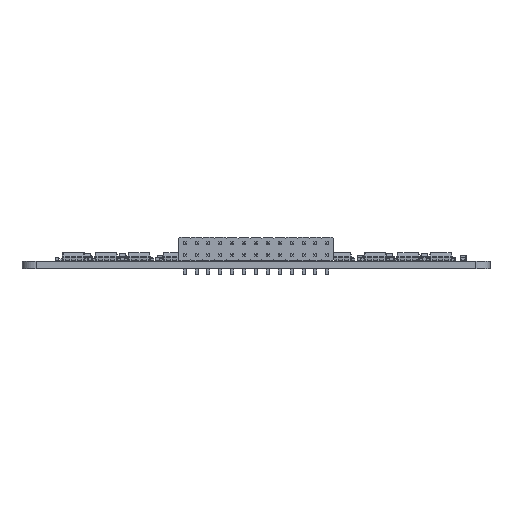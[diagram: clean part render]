
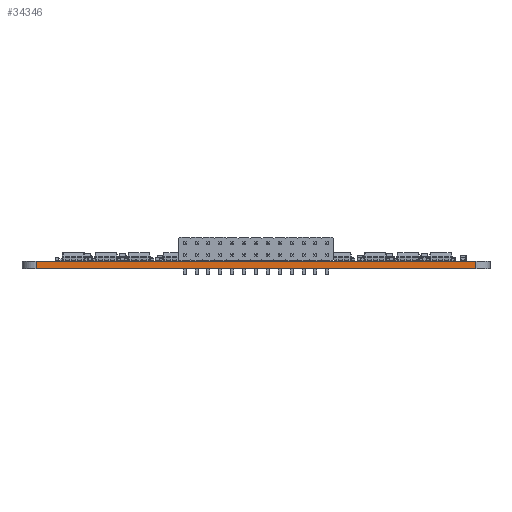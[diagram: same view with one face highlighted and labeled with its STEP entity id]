
A CAD part, front view. The second image highlights one B-rep face of the part: STEP entity #34346.
In plain terms, the highlighted planar face has unit normal (0, -1, 0).
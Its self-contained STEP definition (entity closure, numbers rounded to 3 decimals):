
#31443 = VERTEX_POINT('',#31444);
#31444 = CARTESIAN_POINT('',(103.,-150.,0.));
#31451 = EDGE_CURVE('',#31452,#31443,#31454,.T.);
#31452 = VERTEX_POINT('',#31453);
#31453 = CARTESIAN_POINT('',(197.,-150.,0.));
#31454 = LINE('',#31455,#31456);
#31455 = CARTESIAN_POINT('',(197.,-150.,0.));
#31456 = VECTOR('',#31457,1.);
#31457 = DIRECTION('',(-1.,0.,0.));
#32881 = VERTEX_POINT('',#32882);
#32882 = CARTESIAN_POINT('',(103.,-150.,1.6));
#32889 = EDGE_CURVE('',#32890,#32881,#32892,.T.);
#32890 = VERTEX_POINT('',#32891);
#32891 = CARTESIAN_POINT('',(197.,-150.,1.6));
#32892 = LINE('',#32893,#32894);
#32893 = CARTESIAN_POINT('',(197.,-150.,1.6));
#32894 = VECTOR('',#32895,1.);
#32895 = DIRECTION('',(-1.,0.,0.));
#34318 = EDGE_CURVE('',#31452,#32890,#34319,.T.);
#34319 = LINE('',#34320,#34321);
#34320 = CARTESIAN_POINT('',(197.,-150.,0.));
#34321 = VECTOR('',#34322,1.);
#34322 = DIRECTION('',(0.,0.,1.));
#34346 = ADVANCED_FACE('',(#34347),#34358,.T.);
#34347 = FACE_BOUND('',#34348,.T.);
#34348 = EDGE_LOOP('',(#34349,#34350,#34351,#34357));
#34349 = ORIENTED_EDGE('',*,*,#34318,.T.);
#34350 = ORIENTED_EDGE('',*,*,#32889,.T.);
#34351 = ORIENTED_EDGE('',*,*,#34352,.F.);
#34352 = EDGE_CURVE('',#31443,#32881,#34353,.T.);
#34353 = LINE('',#34354,#34355);
#34354 = CARTESIAN_POINT('',(103.,-150.,0.));
#34355 = VECTOR('',#34356,1.);
#34356 = DIRECTION('',(0.,0.,1.));
#34357 = ORIENTED_EDGE('',*,*,#31451,.F.);
#34358 = PLANE('',#34359);
#34359 = AXIS2_PLACEMENT_3D('',#34360,#34361,#34362);
#34360 = CARTESIAN_POINT('',(197.,-150.,0.));
#34361 = DIRECTION('',(0.,-1.,0.));
#34362 = DIRECTION('',(-1.,0.,0.));
